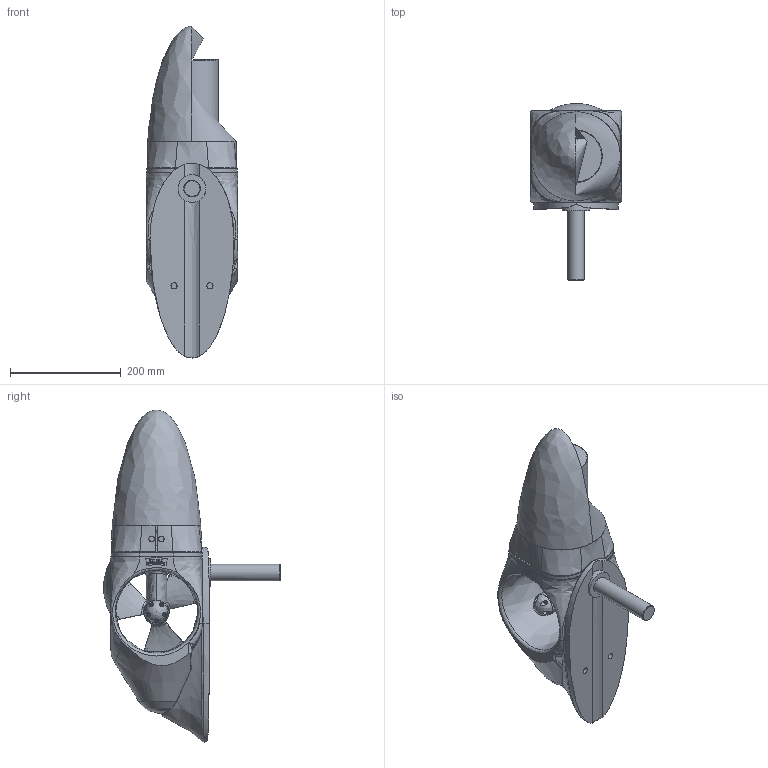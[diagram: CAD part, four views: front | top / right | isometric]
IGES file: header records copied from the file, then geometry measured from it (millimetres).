
Global section: file name: EX Singel ; native system: Autodesk Inventor 2016; preprocessor: unknown; author: Elvira H.; date: 20160219.094901; units: millimetre
Bounding box: 165 x 319.04 x 600.43 mm (x, y, z)
Volume: 6664142.3 mm3; surface area: 738025.7 mm2
Topology: 10 solids, 10 shells, 1273 faces, 3637 edges, 2443 vertices
Faces by surface type: bspline 1273
